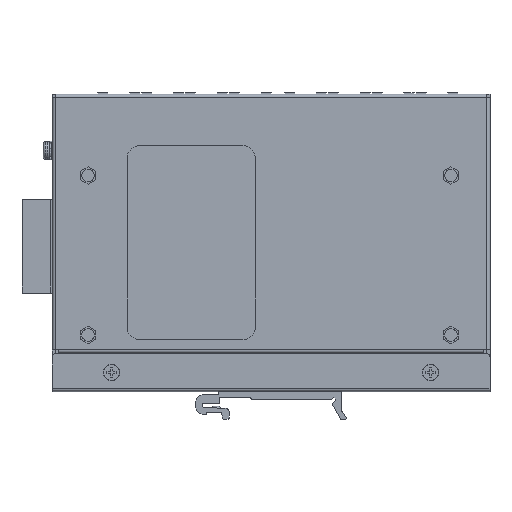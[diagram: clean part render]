
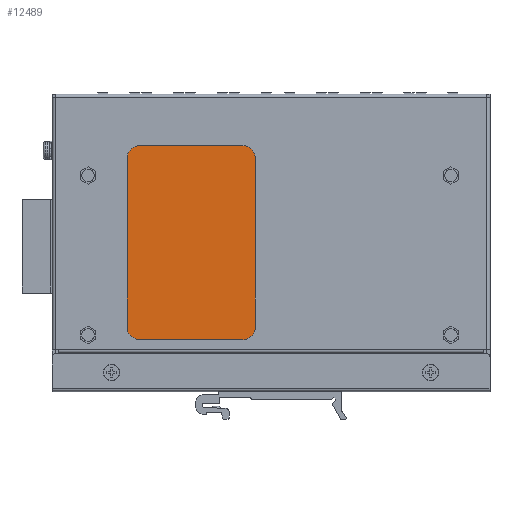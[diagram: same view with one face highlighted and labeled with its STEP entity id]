
A CAD part, front view. The second image highlights one B-rep face of the part: STEP entity #12489.
In plain terms, the highlighted planar face has unit normal (0, -1, 0).
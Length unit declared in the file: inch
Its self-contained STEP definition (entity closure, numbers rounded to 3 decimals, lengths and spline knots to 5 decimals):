
#2283 = DIRECTION ( 'NONE',  ( 1., 0., 0. ) ) ;
#2800 = CIRCLE ( 'NONE', #7039, 0.15748 ) ;
#4338 = VERTEX_POINT ( 'NONE', #39137 ) ;
#5695 = ORIENTED_EDGE ( 'NONE', *, *, #21541, .F. ) ;
#6005 = DIRECTION ( 'NONE',  ( 0., 0., 1. ) ) ;
#7039 = AXIS2_PLACEMENT_3D ( 'NONE', #26081, #35041, #9825 ) ;
#7445 = DIRECTION ( 'NONE',  ( 0., 1., 0. ) ) ;
#7900 = FACE_OUTER_BOUND ( 'NONE', #11726, .T. ) ;
#8396 = AXIS2_PLACEMENT_3D ( 'NONE', #30201, #20230, #40477 ) ;
#8455 = LINE ( 'NONE', #23356, #63292 ) ;
#8926 = EDGE_CURVE ( 'NONE', #38523, #65462, #2800, .T. ) ;
#9825 = DIRECTION ( 'NONE',  ( 0., 0., -1. ) ) ;
#10006 = CARTESIAN_POINT ( 'NONE',  ( -0.19685, 0.01969, 0.80315 ) ) ;
#11726 = EDGE_LOOP ( 'NONE', ( #60027, #33145, #41736, #61701, #42277, #5695, #35306, #60450 ) ) ;
#12006 = VERTEX_POINT ( 'NONE', #13266 ) ;
#12489 = ADVANCED_FACE ( 'NONE', ( #7900 ), #59620, .F. ) ;
#13266 = CARTESIAN_POINT ( 'NONE',  ( -0.35433, 0.01969, 0.96063 ) ) ;
#13815 = DIRECTION ( 'NONE',  ( 0., 1., 0. ) ) ;
#14406 = EDGE_CURVE ( 'NONE', #60701, #65462, #25456, .T. ) ;
#14576 = EDGE_CURVE ( 'NONE', #38523, #62442, #21832, .T. ) ;
#15863 = CARTESIAN_POINT ( 'NONE',  ( -1.65354, 0.01969, -1.48031 ) ) ;
#16742 = VERTEX_POINT ( 'NONE', #10006 ) ;
#17369 = AXIS2_PLACEMENT_3D ( 'NONE', #18816, #13815, #64931 ) ;
#18816 = CARTESIAN_POINT ( 'NONE',  ( 0., 0.01969, -0.24016 ) ) ;
#18834 = CARTESIAN_POINT ( 'NONE',  ( -1.81102, 0.01969, 0.80315 ) ) ;
#20230 = DIRECTION ( 'NONE',  ( 0., 1., 0. ) ) ;
#20856 = CARTESIAN_POINT ( 'NONE',  ( -1.81102, 0.01969, 0.80315 ) ) ;
#21541 = EDGE_CURVE ( 'NONE', #60701, #36884, #46515, .T. ) ;
#21552 = DIRECTION ( 'NONE',  ( 0., 1., 0. ) ) ;
#21832 = LINE ( 'NONE', #15863, #31347 ) ;
#22026 = DIRECTION ( 'NONE',  ( 1., 0., 0. ) ) ;
#23356 = CARTESIAN_POINT ( 'NONE',  ( -0.19685, 0.01969, -1.32283 ) ) ;
#23755 = CARTESIAN_POINT ( 'NONE',  ( -1.65354, 0.01969, 0.96063 ) ) ;
#25456 = LINE ( 'NONE', #20856, #32407 ) ;
#26081 = CARTESIAN_POINT ( 'NONE',  ( -1.65354, 0.01969, -1.32283 ) ) ;
#27199 = CARTESIAN_POINT ( 'NONE',  ( -0.35433, 0.01969, 0.80315 ) ) ;
#27647 = CARTESIAN_POINT ( 'NONE',  ( -0.35433, 0.01969, -1.32283 ) ) ;
#30201 = CARTESIAN_POINT ( 'NONE',  ( -1.65354, 0.01969, 0.80315 ) ) ;
#31347 = VECTOR ( 'NONE', #2283, 39.37008 ) ;
#32407 = VECTOR ( 'NONE', #39782, 39.37008 ) ;
#33145 = ORIENTED_EDGE ( 'NONE', *, *, #47786, .F. ) ;
#34563 = VECTOR ( 'NONE', #51788, 39.37008 ) ;
#34963 = AXIS2_PLACEMENT_3D ( 'NONE', #27199, #21552, #6005 ) ;
#35041 = DIRECTION ( 'NONE',  ( 0., 1., 0. ) ) ;
#35306 = ORIENTED_EDGE ( 'NONE', *, *, #14406, .T. ) ;
#35562 = CARTESIAN_POINT ( 'NONE',  ( -1.81102, 0.01969, -1.32283 ) ) ;
#36884 = VERTEX_POINT ( 'NONE', #23755 ) ;
#37360 = EDGE_CURVE ( 'NONE', #4338, #16742, #8455, .T. ) ;
#38523 = VERTEX_POINT ( 'NONE', #62574 ) ;
#39137 = CARTESIAN_POINT ( 'NONE',  ( -0.19685, 0.01969, -1.32283 ) ) ;
#39782 = DIRECTION ( 'NONE',  ( 0., 0., -1. ) ) ;
#40477 = DIRECTION ( 'NONE',  ( -1., 0., 0. ) ) ;
#40907 = AXIS2_PLACEMENT_3D ( 'NONE', #27647, #7445, #22026 ) ;
#41736 = ORIENTED_EDGE ( 'NONE', *, *, #37360, .T. ) ;
#42277 = ORIENTED_EDGE ( 'NONE', *, *, #48121, .T. ) ;
#46515 = CIRCLE ( 'NONE', #8396, 0.15748 ) ;
#47786 = EDGE_CURVE ( 'NONE', #4338, #62442, #55745, .T. ) ;
#48121 = EDGE_CURVE ( 'NONE', #12006, #36884, #53135, .T. ) ;
#51788 = DIRECTION ( 'NONE',  ( -1., 0., 0. ) ) ;
#52089 = EDGE_CURVE ( 'NONE', #12006, #16742, #52112, .T. ) ;
#52112 = CIRCLE ( 'NONE', #34963, 0.15748 ) ;
#52763 = CARTESIAN_POINT ( 'NONE',  ( -0.35433, 0.01969, -1.48031 ) ) ;
#53135 = LINE ( 'NONE', #57082, #34563 ) ;
#55745 = CIRCLE ( 'NONE', #40907, 0.15748 ) ;
#57082 = CARTESIAN_POINT ( 'NONE',  ( -0.35433, 0.01969, 0.96063 ) ) ;
#58264 = DIRECTION ( 'NONE',  ( 0., 0., 1. ) ) ;
#59620 = PLANE ( 'NONE',  #17369 ) ;
#60027 = ORIENTED_EDGE ( 'NONE', *, *, #14576, .T. ) ;
#60450 = ORIENTED_EDGE ( 'NONE', *, *, #8926, .F. ) ;
#60701 = VERTEX_POINT ( 'NONE', #18834 ) ;
#61701 = ORIENTED_EDGE ( 'NONE', *, *, #52089, .F. ) ;
#62442 = VERTEX_POINT ( 'NONE', #52763 ) ;
#62574 = CARTESIAN_POINT ( 'NONE',  ( -1.65354, 0.01969, -1.48031 ) ) ;
#63292 = VECTOR ( 'NONE', #58264, 39.37008 ) ;
#64931 = DIRECTION ( 'NONE',  ( 1., 0., 0. ) ) ;
#65462 = VERTEX_POINT ( 'NONE', #35562 ) ;
